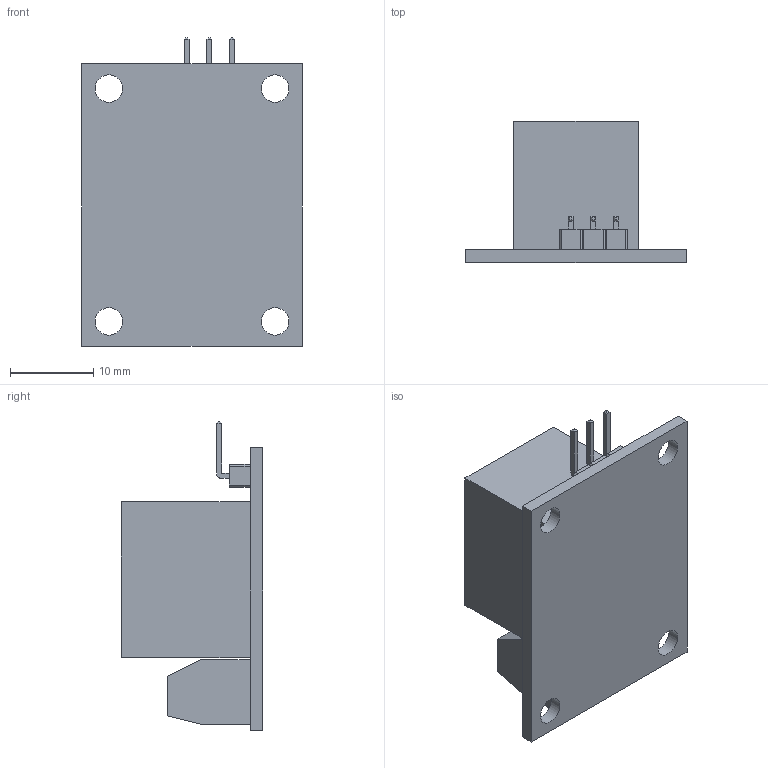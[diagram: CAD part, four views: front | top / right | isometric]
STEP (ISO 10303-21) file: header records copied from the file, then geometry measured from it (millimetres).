
FILE_DESCRIPTION(/* description */ (''),/* implementation_level */ '2;1');
FILE_NAME(/* name */ 'KY-019_Single_Channel_Relay.step',/* time_stamp */ '2020-04-30T20:22:04-04:00',/* author */ ('jimbalny'),/* organization */ (''),/* preprocessor_version */ 'ST-DEVELOPER v18',/* originating_system */ 'Autodesk Inventor 2020',/* authorisation */ '');
FILE_SCHEMA (('AUTOMOTIVE_DESIGN { 1 0 10303 214 3 1 1 }'));
Length unit declared in the file: millimetre
Products named in the file (1): KY-019_Single_Channel_Relay
Bounding box: 26.5 x 17 x 37.12 mm (x, y, z)
Volume: 6590.6 mm3; surface area: 3784.2 mm2
Topology: 1 solids, 1 shells, 182 faces, 468 edges, 299 vertices
Faces by surface type: plane 172, cylinder 10
Full cylindrical faces by diameter (mm): 3.3 x7
Entity records: 5582 total; most frequent: CARTESIAN_POINT 950, ORIENTED_EDGE 936, DIRECTION 869, EDGE_CURVE 468, LINE 433, VECTOR 433, VERTEX_POINT 299, AXIS2_PLACEMENT_3D 218
